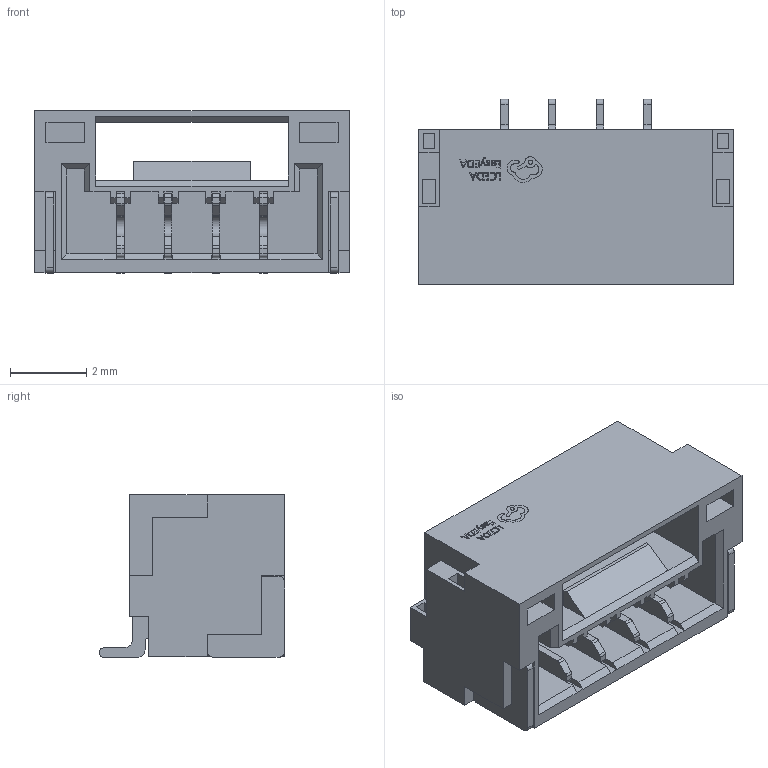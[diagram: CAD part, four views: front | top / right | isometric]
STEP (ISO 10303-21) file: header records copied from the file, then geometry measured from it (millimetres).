
FILE_DESCRIPTION(('FreeCAD Model'),'2;1');
FILE_NAME('Open CASCADE Shape Model','2023-08-10T09:20:08',(''),(''), 'Open CASCADE STEP processor 7.6','FreeCAD','Unknown');
FILE_SCHEMA(('AUTOMOTIVE_DESIGN { 1 0 10303 214 1 1 1 1 }'));
Length unit declared in the file: millimetre
Products named in the file (16): CONN-SMD_4P-P1.25_SM04B-GHS-TB-LF-SN; COMPOUND015; COMPOUND001; COMPOUND002; COMPOUND003; COMPOUND004; COMPOUND005; COMPOUND006; COMPOUND007; COMPOUND008; COMPOUND009; COMPOUND010; COMPOUND011; COMPOUND012; COMPOUND013; COMPOUND014
Assembly tree (15 placements, depth 3):
  CONN-SMD_4P-P1.25_SM04B-GHS-TB-LF-SN
    COMPOUND015
      COMPOUND001
      COMPOUND002
      COMPOUND003
      COMPOUND004
      COMPOUND005
      COMPOUND006
      COMPOUND007
      COMPOUND008
      COMPOUND009
      COMPOUND010
      COMPOUND011
      COMPOUND012
      COMPOUND013
      COMPOUND014
Bounding box: 8.25 x 4.86 x 4.26 mm (x, y, z)
Volume: 69.7 mm3; surface area: 366.4 mm2
Topology: 14 solids, 14 shells, 611 faces, 1653 edges, 1094 vertices
Faces by surface type: plane 441, bspline 112, cylinder 58
Entity records: 45200 total; most frequent: CARTESIAN_POINT 10250, DIRECTION 5383, LINE 4043, VECTOR 4043, ORIENTED_EDGE 3306, PCURVE 3306, DEFINITIONAL_REPRESENTATION 3306, EDGE_CURVE 1653
